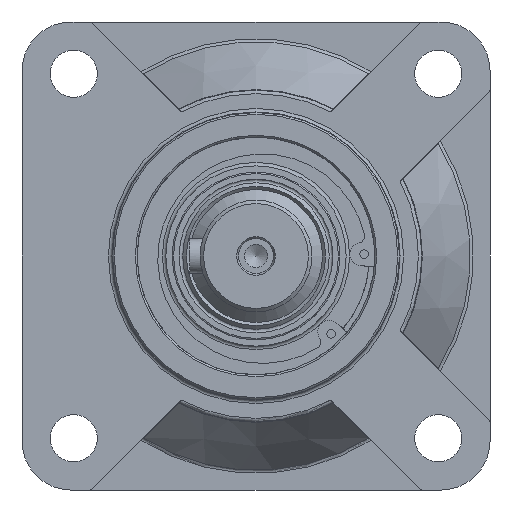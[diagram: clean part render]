
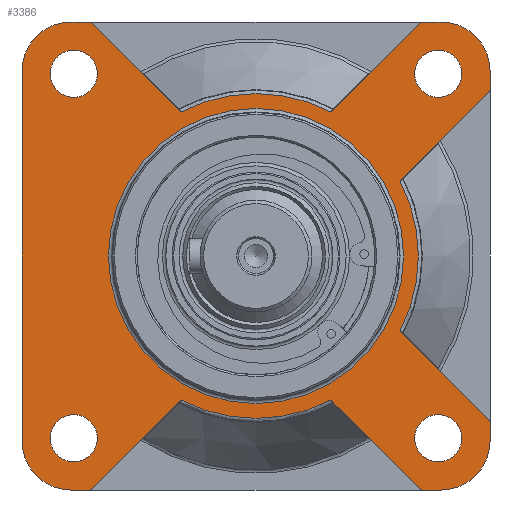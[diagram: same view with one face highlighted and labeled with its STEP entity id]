
A CAD part, left-side view. The second image highlights one B-rep face of the part: STEP entity #3386.
In plain terms, the highlighted planar face has unit normal (-1, 0, 0).
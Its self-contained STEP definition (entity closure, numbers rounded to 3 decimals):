
#380=LINE('',#5790,#542);
#381=LINE('',#5794,#543);
#382=LINE('',#5798,#544);
#383=LINE('',#5802,#545);
#384=LINE('',#5806,#546);
#385=LINE('',#5810,#547);
#386=LINE('',#5814,#548);
#387=LINE('',#5818,#549);
#388=LINE('',#5822,#550);
#389=LINE('',#5826,#551);
#390=LINE('',#5830,#552);
#391=LINE('',#5834,#553);
#392=LINE('',#5838,#554);
#542=VECTOR('',#4688,1000.);
#543=VECTOR('',#4691,1000.);
#544=VECTOR('',#4694,1000.);
#545=VECTOR('',#4697,1000.);
#546=VECTOR('',#4700,1000.);
#547=VECTOR('',#4703,1000.);
#548=VECTOR('',#4706,1000.);
#549=VECTOR('',#4709,1000.);
#550=VECTOR('',#4712,1000.);
#551=VECTOR('',#4715,1000.);
#552=VECTOR('',#4718,1000.);
#553=VECTOR('',#4721,1000.);
#554=VECTOR('',#4724,1000.);
#1150=ORIENTED_EDGE('',*,*,#1736,.F.);
#1151=ORIENTED_EDGE('',*,*,#1737,.F.);
#1152=ORIENTED_EDGE('',*,*,#1738,.F.);
#1153=ORIENTED_EDGE('',*,*,#1739,.F.);
#1154=ORIENTED_EDGE('',*,*,#1740,.F.);
#1155=ORIENTED_EDGE('',*,*,#1741,.F.);
#1156=ORIENTED_EDGE('',*,*,#1742,.F.);
#1157=ORIENTED_EDGE('',*,*,#1743,.F.);
#1158=ORIENTED_EDGE('',*,*,#1744,.F.);
#1159=ORIENTED_EDGE('',*,*,#1745,.F.);
#1160=ORIENTED_EDGE('',*,*,#1746,.F.);
#1161=ORIENTED_EDGE('',*,*,#1747,.F.);
#1162=ORIENTED_EDGE('',*,*,#1748,.F.);
#1163=ORIENTED_EDGE('',*,*,#1749,.F.);
#1164=ORIENTED_EDGE('',*,*,#1750,.F.);
#1165=ORIENTED_EDGE('',*,*,#1751,.F.);
#1166=ORIENTED_EDGE('',*,*,#1752,.F.);
#1167=ORIENTED_EDGE('',*,*,#1753,.F.);
#1168=ORIENTED_EDGE('',*,*,#1754,.F.);
#1169=ORIENTED_EDGE('',*,*,#1755,.F.);
#1170=ORIENTED_EDGE('',*,*,#1756,.F.);
#1171=ORIENTED_EDGE('',*,*,#1757,.F.);
#1172=ORIENTED_EDGE('',*,*,#1758,.F.);
#1173=ORIENTED_EDGE('',*,*,#1759,.F.);
#1174=ORIENTED_EDGE('',*,*,#1760,.F.);
#1175=ORIENTED_EDGE('',*,*,#1761,.F.);
#1176=ORIENTED_EDGE('',*,*,#1762,.T.);
#1177=ORIENTED_EDGE('',*,*,#1763,.T.);
#1178=ORIENTED_EDGE('',*,*,#1764,.T.);
#1179=ORIENTED_EDGE('',*,*,#1765,.T.);
#1180=ORIENTED_EDGE('',*,*,#1766,.T.);
#1736=EDGE_CURVE('',#2102,#2103,#2360,.T.);
#1737=EDGE_CURVE('',#2104,#2102,#380,.T.);
#1738=EDGE_CURVE('',#2105,#2104,#2361,.T.);
#1739=EDGE_CURVE('',#2106,#2105,#381,.T.);
#1740=EDGE_CURVE('',#2107,#2106,#2362,.T.);
#1741=EDGE_CURVE('',#2108,#2107,#382,.T.);
#1742=EDGE_CURVE('',#2109,#2108,#2363,.T.);
#1743=EDGE_CURVE('',#2110,#2109,#383,.T.);
#1744=EDGE_CURVE('',#2111,#2110,#2364,.T.);
#1745=EDGE_CURVE('',#2112,#2111,#384,.T.);
#1746=EDGE_CURVE('',#2113,#2112,#2365,.T.);
#1747=EDGE_CURVE('',#2114,#2113,#385,.T.);
#1748=EDGE_CURVE('',#2115,#2114,#2366,.T.);
#1749=EDGE_CURVE('',#2116,#2115,#386,.T.);
#1750=EDGE_CURVE('',#2117,#2116,#2367,.T.);
#1751=EDGE_CURVE('',#2118,#2117,#387,.T.);
#1752=EDGE_CURVE('',#2119,#2118,#2368,.T.);
#1753=EDGE_CURVE('',#2120,#2119,#388,.T.);
#1754=EDGE_CURVE('',#2121,#2120,#2369,.T.);
#1755=EDGE_CURVE('',#2122,#2121,#389,.T.);
#1756=EDGE_CURVE('',#2123,#2122,#2370,.T.);
#1757=EDGE_CURVE('',#2124,#2123,#390,.T.);
#1758=EDGE_CURVE('',#2125,#2124,#2371,.T.);
#1759=EDGE_CURVE('',#2126,#2125,#391,.T.);
#1760=EDGE_CURVE('',#2127,#2126,#2372,.T.);
#1761=EDGE_CURVE('',#2103,#2127,#392,.T.);
#1762=EDGE_CURVE('',#2128,#2128,#2373,.T.);
#1763=EDGE_CURVE('',#2129,#2129,#2374,.T.);
#1764=EDGE_CURVE('',#2130,#2130,#2375,.T.);
#1765=EDGE_CURVE('',#2131,#2131,#2376,.T.);
#1766=EDGE_CURVE('',#2132,#2132,#2377,.T.);
#2102=VERTEX_POINT('',#5788);
#2103=VERTEX_POINT('',#5789);
#2104=VERTEX_POINT('',#5791);
#2105=VERTEX_POINT('',#5793);
#2106=VERTEX_POINT('',#5795);
#2107=VERTEX_POINT('',#5797);
#2108=VERTEX_POINT('',#5799);
#2109=VERTEX_POINT('',#5801);
#2110=VERTEX_POINT('',#5803);
#2111=VERTEX_POINT('',#5805);
#2112=VERTEX_POINT('',#5807);
#2113=VERTEX_POINT('',#5809);
#2114=VERTEX_POINT('',#5811);
#2115=VERTEX_POINT('',#5813);
#2116=VERTEX_POINT('',#5815);
#2117=VERTEX_POINT('',#5817);
#2118=VERTEX_POINT('',#5819);
#2119=VERTEX_POINT('',#5821);
#2120=VERTEX_POINT('',#5823);
#2121=VERTEX_POINT('',#5825);
#2122=VERTEX_POINT('',#5827);
#2123=VERTEX_POINT('',#5829);
#2124=VERTEX_POINT('',#5831);
#2125=VERTEX_POINT('',#5833);
#2126=VERTEX_POINT('',#5835);
#2127=VERTEX_POINT('',#5837);
#2128=VERTEX_POINT('',#5840);
#2129=VERTEX_POINT('',#5842);
#2130=VERTEX_POINT('',#5844);
#2131=VERTEX_POINT('',#5846);
#2132=VERTEX_POINT('',#5848);
#2360=CIRCLE('',#3828,46.5);
#2361=CIRCLE('',#3829,1.);
#2362=CIRCLE('',#3830,14.);
#2363=CIRCLE('',#3831,14.);
#2364=CIRCLE('',#3832,1.);
#2365=CIRCLE('',#3833,46.5);
#2366=CIRCLE('',#3834,1.);
#2367=CIRCLE('',#3835,14.);
#2368=CIRCLE('',#3836,1.);
#2369=CIRCLE('',#3837,46.5);
#2370=CIRCLE('',#3838,1.);
#2371=CIRCLE('',#3839,14.);
#2372=CIRCLE('',#3840,1.);
#2373=CIRCLE('',#3841,6.75);
#2374=CIRCLE('',#3842,6.75);
#2375=CIRCLE('',#3843,6.75);
#2376=CIRCLE('',#3844,6.75);
#2377=CIRCLE('',#3845,42.25);
#2675=EDGE_LOOP('',(#1150,#1151,#1152,#1153,#1154,#1155,#1156,#1157,#1158,
#1159,#1160,#1161,#1162,#1163,#1164,#1165,#1166,#1167,#1168,#1169,#1170,
#1171,#1172,#1173,#1174,#1175));
#2676=EDGE_LOOP('',(#1176));
#2677=EDGE_LOOP('',(#1177));
#2678=EDGE_LOOP('',(#1178));
#2679=EDGE_LOOP('',(#1179));
#2680=EDGE_LOOP('',(#1180));
#3035=FACE_BOUND('',#2675,.T.);
#3036=FACE_BOUND('',#2676,.T.);
#3037=FACE_BOUND('',#2677,.T.);
#3038=FACE_BOUND('',#2678,.T.);
#3039=FACE_BOUND('',#2679,.T.);
#3040=FACE_BOUND('',#2680,.T.);
#3220=PLANE('',#3827);
#3386=ADVANCED_FACE('',(#3035,#3036,#3037,#3038,#3039,#3040),#3220,.F.);
#3827=AXIS2_PLACEMENT_3D('',#5786,#4684,#4685);
#3828=AXIS2_PLACEMENT_3D('',#5787,#4686,#4687);
#3829=AXIS2_PLACEMENT_3D('',#5792,#4689,#4690);
#3830=AXIS2_PLACEMENT_3D('',#5796,#4692,#4693);
#3831=AXIS2_PLACEMENT_3D('',#5800,#4695,#4696);
#3832=AXIS2_PLACEMENT_3D('',#5804,#4698,#4699);
#3833=AXIS2_PLACEMENT_3D('',#5808,#4701,#4702);
#3834=AXIS2_PLACEMENT_3D('',#5812,#4704,#4705);
#3835=AXIS2_PLACEMENT_3D('',#5816,#4707,#4708);
#3836=AXIS2_PLACEMENT_3D('',#5820,#4710,#4711);
#3837=AXIS2_PLACEMENT_3D('',#5824,#4713,#4714);
#3838=AXIS2_PLACEMENT_3D('',#5828,#4716,#4717);
#3839=AXIS2_PLACEMENT_3D('',#5832,#4719,#4720);
#3840=AXIS2_PLACEMENT_3D('',#5836,#4722,#4723);
#3841=AXIS2_PLACEMENT_3D('',#5839,#4725,#4726);
#3842=AXIS2_PLACEMENT_3D('',#5841,#4727,#4728);
#3843=AXIS2_PLACEMENT_3D('',#5843,#4729,#4730);
#3844=AXIS2_PLACEMENT_3D('',#5845,#4731,#4732);
#3845=AXIS2_PLACEMENT_3D('',#5847,#4733,#4734);
#4684=DIRECTION('',(1.,0.,0.));
#4685=DIRECTION('',(0.,0.,-1.));
#4686=DIRECTION('',(1.,0.,0.));
#4687=DIRECTION('',(0.,0.,-1.));
#4688=DIRECTION('',(0.,-0.707,0.707));
#4689=DIRECTION('',(1.,0.,0.));
#4690=DIRECTION('',(0.,0.,-1.));
#4691=DIRECTION('',(0.,0.,1.));
#4692=DIRECTION('',(1.,0.,0.));
#4693=DIRECTION('',(0.,0.,-1.));
#4694=DIRECTION('',(0.,1.,0.));
#4695=DIRECTION('',(1.,0.,0.));
#4696=DIRECTION('',(0.,0.,-1.));
#4697=DIRECTION('',(0.,0.,-1.));
#4698=DIRECTION('',(1.,0.,0.));
#4699=DIRECTION('',(0.,0.,-1.));
#4700=DIRECTION('',(0.,-0.707,-0.707));
#4701=DIRECTION('',(1.,0.,0.));
#4702=DIRECTION('',(0.,0.,-1.));
#4703=DIRECTION('',(0.,0.707,-0.707));
#4704=DIRECTION('',(1.,0.,0.));
#4705=DIRECTION('',(0.,0.,-1.));
#4706=DIRECTION('',(0.,0.,-1.));
#4707=DIRECTION('',(1.,0.,0.));
#4708=DIRECTION('',(0.,0.,-1.));
#4709=DIRECTION('',(0.,-1.,0.));
#4710=DIRECTION('',(1.,0.,0.));
#4711=DIRECTION('',(0.,0.,-1.));
#4712=DIRECTION('',(0.,-0.707,0.707));
#4713=DIRECTION('',(1.,0.,0.));
#4714=DIRECTION('',(0.,0.,-1.));
#4715=DIRECTION('',(0.,-0.707,-0.707));
#4716=DIRECTION('',(1.,0.,0.));
#4717=DIRECTION('',(0.,0.,-1.));
#4718=DIRECTION('',(0.,-1.,0.));
#4719=DIRECTION('',(1.,0.,0.));
#4720=DIRECTION('',(0.,0.,-1.));
#4721=DIRECTION('',(0.,0.,1.));
#4722=DIRECTION('',(1.,0.,0.));
#4723=DIRECTION('',(0.,0.,-1.));
#4724=DIRECTION('',(0.,0.707,0.707));
#4725=DIRECTION('',(1.,0.,0.));
#4726=DIRECTION('',(0.,0.,-1.));
#4727=DIRECTION('',(1.,0.,0.));
#4728=DIRECTION('',(0.,0.,-1.));
#4729=DIRECTION('',(1.,0.,0.));
#4730=DIRECTION('',(0.,0.,-1.));
#4731=DIRECTION('',(1.,0.,0.));
#4732=DIRECTION('',(0.,0.,-1.));
#4733=DIRECTION('',(1.,0.,0.));
#4734=DIRECTION('',(0.,0.,-1.));
#5786=CARTESIAN_POINT('',(0.,53.,53.));
#5787=CARTESIAN_POINT('',(0.,0.,0.));
#5788=CARTESIAN_POINT('',(0.,41.255,-21.455));
#5789=CARTESIAN_POINT('',(0.,41.255,21.455));
#5790=CARTESIAN_POINT('',(0.,66.707,-46.907));
#5791=CARTESIAN_POINT('',(0.,66.707,-46.907));
#5792=CARTESIAN_POINT('',(0.,66.,-47.614));
#5793=CARTESIAN_POINT('',(0.,67.,-47.614));
#5794=CARTESIAN_POINT('',(0.,67.,-53.));
#5795=CARTESIAN_POINT('',(0.,67.,-53.));
#5796=CARTESIAN_POINT('',(0.,53.,-53.));
#5797=CARTESIAN_POINT('',(0.,53.,-67.));
#5798=CARTESIAN_POINT('',(0.,-53.,-67.));
#5799=CARTESIAN_POINT('',(0.,-53.,-67.));
#5800=CARTESIAN_POINT('',(0.,-53.,-53.));
#5801=CARTESIAN_POINT('',(0.,-67.,-53.));
#5802=CARTESIAN_POINT('',(0.,-67.,53.));
#5803=CARTESIAN_POINT('',(0.,-67.,-47.614));
#5804=CARTESIAN_POINT('',(0.,-66.,-47.614));
#5805=CARTESIAN_POINT('',(0.,-66.707,-46.907));
#5806=CARTESIAN_POINT('',(0.,-40.141,-20.341));
#5807=CARTESIAN_POINT('',(0.,-41.255,-21.455));
#5808=CARTESIAN_POINT('',(0.,0.,0.));
#5809=CARTESIAN_POINT('',(0.,-41.255,21.455));
#5810=CARTESIAN_POINT('',(0.,-66.707,46.907));
#5811=CARTESIAN_POINT('',(0.,-66.707,46.907));
#5812=CARTESIAN_POINT('',(0.,-66.,47.614));
#5813=CARTESIAN_POINT('',(0.,-67.,47.614));
#5814=CARTESIAN_POINT('',(0.,-67.,53.));
#5815=CARTESIAN_POINT('',(0.,-67.,53.));
#5816=CARTESIAN_POINT('',(0.,-53.,53.));
#5817=CARTESIAN_POINT('',(0.,-53.,67.));
#5818=CARTESIAN_POINT('',(0.,53.,67.));
#5819=CARTESIAN_POINT('',(0.,-47.614,67.));
#5820=CARTESIAN_POINT('',(0.,-47.614,66.));
#5821=CARTESIAN_POINT('',(0.,-46.907,66.707));
#5822=CARTESIAN_POINT('',(0.,-20.341,40.141));
#5823=CARTESIAN_POINT('',(0.,-21.455,41.255));
#5824=CARTESIAN_POINT('',(0.,0.,0.));
#5825=CARTESIAN_POINT('',(0.,21.455,41.255));
#5826=CARTESIAN_POINT('',(0.,46.907,66.707));
#5827=CARTESIAN_POINT('',(0.,46.907,66.707));
#5828=CARTESIAN_POINT('',(0.,47.614,66.));
#5829=CARTESIAN_POINT('',(0.,47.614,67.));
#5830=CARTESIAN_POINT('',(0.,53.,67.));
#5831=CARTESIAN_POINT('',(0.,53.,67.));
#5832=CARTESIAN_POINT('',(0.,53.,53.));
#5833=CARTESIAN_POINT('',(0.,67.,53.));
#5834=CARTESIAN_POINT('',(0.,67.,-53.));
#5835=CARTESIAN_POINT('',(0.,67.,47.614));
#5836=CARTESIAN_POINT('',(0.,66.,47.614));
#5837=CARTESIAN_POINT('',(0.,66.707,46.907));
#5838=CARTESIAN_POINT('',(0.,40.141,20.341));
#5839=CARTESIAN_POINT('',(0.,52.184,-52.184));
#5840=CARTESIAN_POINT('',(0.,52.184,-58.934));
#5841=CARTESIAN_POINT('',(0.,-52.184,-52.184));
#5842=CARTESIAN_POINT('',(0.,-52.184,-58.934));
#5843=CARTESIAN_POINT('',(0.,-52.184,52.184));
#5844=CARTESIAN_POINT('',(0.,-52.184,45.434));
#5845=CARTESIAN_POINT('',(0.,52.184,52.184));
#5846=CARTESIAN_POINT('',(0.,52.184,45.434));
#5847=CARTESIAN_POINT('',(0.,0.,0.));
#5848=CARTESIAN_POINT('',(0.,0.,-42.25));
